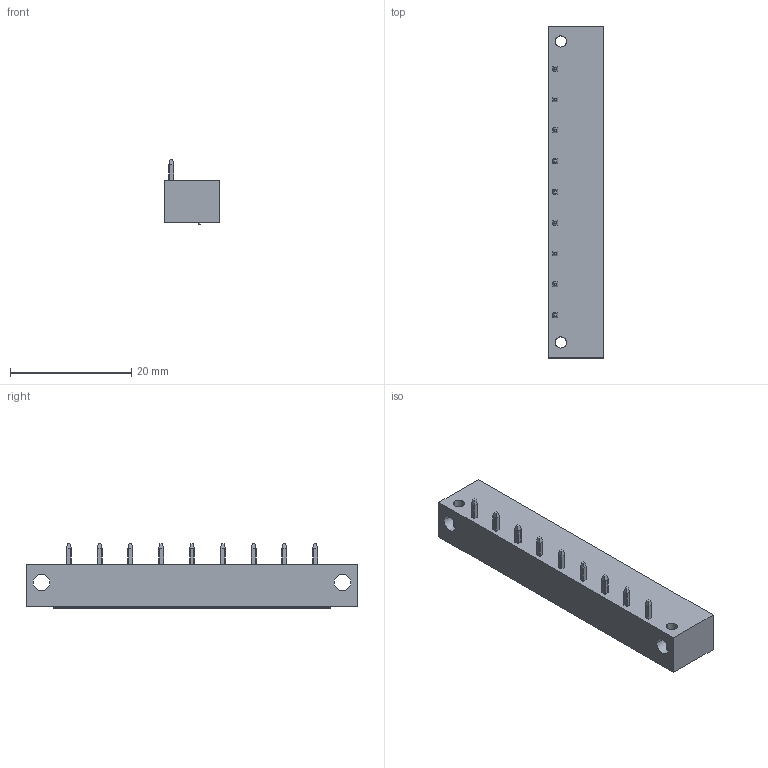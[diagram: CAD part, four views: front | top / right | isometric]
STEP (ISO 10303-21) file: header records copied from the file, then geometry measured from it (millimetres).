
FILE_DESCRIPTION((''),'2;1');
FILE_NAME('TLPHW-313R-XXP','2024-10-30T13:12:39',('sheji'),(''),'CREO PARAMETRIC BY PTC INC, 2018100','CREO PARAMETRIC BY PTC INC, 2018100','');
FILE_SCHEMA(('CONFIG_CONTROL_DESIGN'));
Length unit declared in the file: millimetre
Products named in the file (1): TLPHW-313R-XXP
Bounding box: 9.2 x 54.74 x 10.65 mm (x, y, z)
Volume: 2437.9 mm3; surface area: 3686.6 mm2
Topology: 1 solids, 1 shells, 540 faces, 1405 edges, 904 vertices
Faces by surface type: plane 415, cylinder 94, cone 31
Entity records: 16669 total; most frequent: CARTESIAN_POINT 3594, ORIENTED_EDGE 2810, DIRECTION 2472, EDGE_CURVE 1405, VECTOR 1078, LINE 1078, VERTEX_POINT 904, AXIS2_PLACEMENT_3D 697
